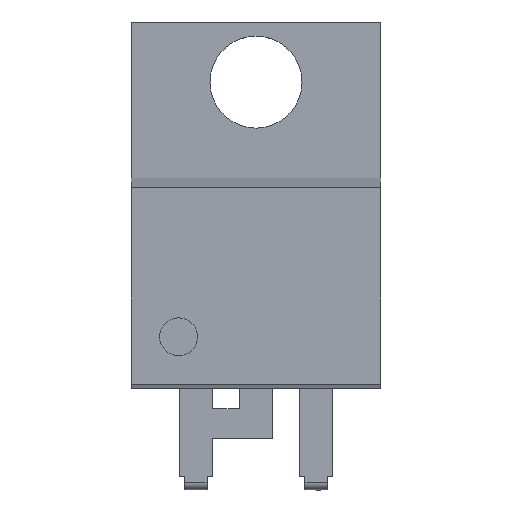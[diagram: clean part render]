
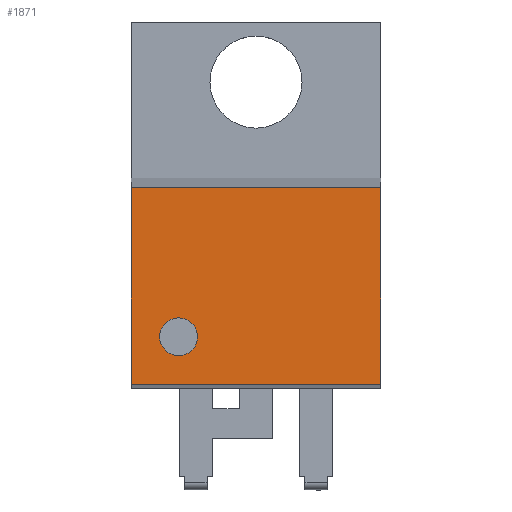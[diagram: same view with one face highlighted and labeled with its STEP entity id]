
A CAD part, top view. The second image highlights one B-rep face of the part: STEP entity #1871.
In plain terms, the highlighted planar face has unit normal (0, 0, 1).
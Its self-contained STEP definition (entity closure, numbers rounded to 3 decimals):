
#1505=CARTESIAN_POINT('',(-3.27,5.38,4.7));
#1506=VERTEX_POINT('',#1505);
#1515=CARTESIAN_POINT('',(-3.27,6.98,4.7));
#1516=VERTEX_POINT('',#1515);
#1517=CARTESIAN_POINT('',(-3.27,6.18,4.7));
#1518=DIRECTION('',(0.0,0.0,-1.0));
#1519=DIRECTION('',(0.0,-1.0,0.0));
#1520=AXIS2_PLACEMENT_3D('',#1517,#1518,#1519);
#1521=CIRCLE('',#1520,0.8);
#1522=EDGE_CURVE('',#1516,#1506,#1521,.T.);
#1556=CARTESIAN_POINT('',(-3.27,6.18,4.7));
#1557=DIRECTION('',(0.0,0.0,-1.0));
#1558=DIRECTION('',(0.0,-1.0,0.0));
#1559=AXIS2_PLACEMENT_3D('',#1556,#1557,#1558);
#1560=CIRCLE('',#1559,0.8);
#1561=EDGE_CURVE('',#1506,#1516,#1560,.T.);
#1811=CARTESIAN_POINT('',(5.27,4.18,4.7));
#1812=VERTEX_POINT('',#1811);
#1819=CARTESIAN_POINT('',(-5.27,4.18,4.7));
#1820=VERTEX_POINT('',#1819);
#1821=CARTESIAN_POINT('',(-5.27,4.18,4.7));
#1822=DIRECTION('',(1.0,0.0,0.0));
#1823=VECTOR('',#1822,10.54);
#1824=LINE('',#1821,#1823);
#1825=EDGE_CURVE('',#1820,#1812,#1824,.T.);
#1837=CARTESIAN_POINT('',(-5.27,4.18,4.7));
#1838=DIRECTION('',(0.0,0.0,1.0));
#1839=DIRECTION('',(-1.0,0.0,0.0));
#1840=AXIS2_PLACEMENT_3D('',#1837,#1838,#1839);
#1841=PLANE('',#1840);
#1842=CARTESIAN_POINT('',(5.27,12.475,4.7));
#1843=VERTEX_POINT('',#1842);
#1844=CARTESIAN_POINT('',(5.27,4.18,4.7));
#1845=DIRECTION('',(0.0,1.0,0.0));
#1846=VECTOR('',#1845,8.294);
#1847=LINE('',#1844,#1846);
#1848=EDGE_CURVE('',#1812,#1843,#1847,.T.);
#1849=ORIENTED_EDGE('',*,*,#1848,.T.);
#1850=CARTESIAN_POINT('',(-5.27,12.475,4.7));
#1851=VERTEX_POINT('',#1850);
#1852=CARTESIAN_POINT('',(-5.27,12.475,4.7));
#1853=DIRECTION('',(1.0,0.0,0.0));
#1854=VECTOR('',#1853,10.54);
#1855=LINE('',#1852,#1854);
#1856=EDGE_CURVE('',#1851,#1843,#1855,.T.);
#1857=ORIENTED_EDGE('',*,*,#1856,.F.);
#1858=CARTESIAN_POINT('',(-5.27,12.475,4.7));
#1859=DIRECTION('',(0.0,-1.0,0.0));
#1860=VECTOR('',#1859,8.294);
#1861=LINE('',#1858,#1860);
#1862=EDGE_CURVE('',#1851,#1820,#1861,.T.);
#1863=ORIENTED_EDGE('',*,*,#1862,.T.);
#1864=ORIENTED_EDGE('',*,*,#1825,.T.);
#1865=EDGE_LOOP('',(#1849,#1857,#1863,#1864));
#1866=FACE_OUTER_BOUND('',#1865,.T.);
#1867=ORIENTED_EDGE('',*,*,#1561,.T.);
#1868=ORIENTED_EDGE('',*,*,#1522,.T.);
#1869=EDGE_LOOP('',(#1867,#1868));
#1870=FACE_BOUND('',#1869,.T.);
#1871=ADVANCED_FACE('',(#1866,#1870),#1841,.T.);
